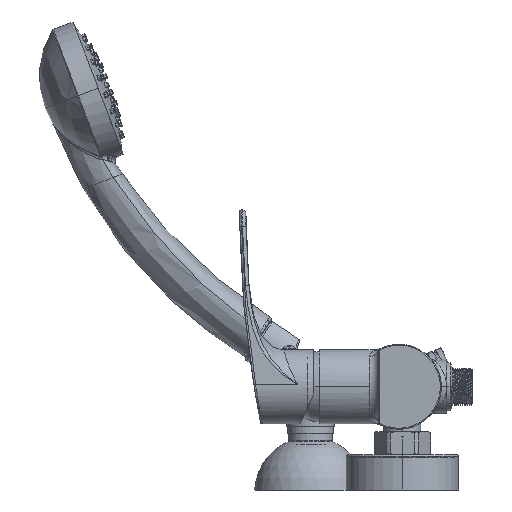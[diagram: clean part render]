
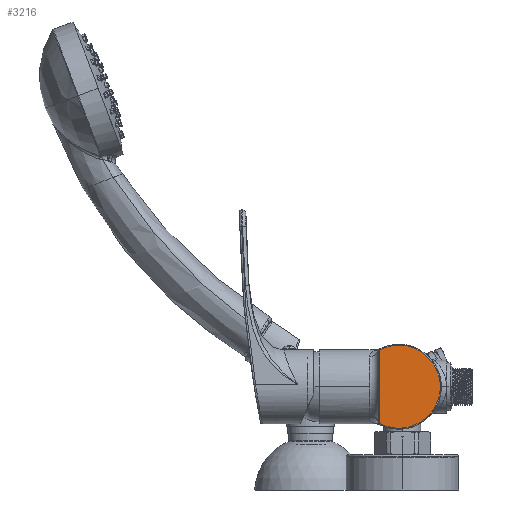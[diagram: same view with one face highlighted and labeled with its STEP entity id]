
A CAD part, left-side view. The second image highlights one B-rep face of the part: STEP entity #3216.
In plain terms, the highlighted planar face has unit normal (-1, 0, 0).
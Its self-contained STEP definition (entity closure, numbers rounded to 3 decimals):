
#17=CARTESIAN_POINT('',(-90.,0.,0.));
#18=DIRECTION('',(-1.,0.,0.));
#19=DIRECTION('',(0.,0.473,-0.881));
#20=AXIS2_PLACEMENT_3D('',#17,#18,#19);
#26=DIRECTION('',(0.,0.,-1.));
#27=VECTOR('',#26,41.406);
#28=CARTESIAN_POINT('',(-90.,11.119,20.703));
#29=LINE('',#28,#27);
#3157=CARTESIAN_POINT('',(-90.,11.119,-20.703));
#3158=CARTESIAN_POINT('',(-90.,11.119,20.703));
#3159=VERTEX_POINT('',#3157);
#3160=VERTEX_POINT('',#3158);
#3205=CARTESIAN_POINT('',(-90.,0.,0.));
#3206=DIRECTION('',(1.,0.,0.));
#3207=DIRECTION('',(0.,0.,-1.));
#3208=AXIS2_PLACEMENT_3D('',#3205,#3206,#3207);
#3209=PLANE('',#3208);
#3211=ORIENTED_EDGE('',*,*,#3210,.F.);
#3213=ORIENTED_EDGE('',*,*,#3212,.F.);
#3214=EDGE_LOOP('',(#3211,#3213));
#3215=FACE_OUTER_BOUND('',#3214,.F.);
#3216=ADVANCED_FACE('',(#3215),#3209,.F.);
#21=CIRCLE('',#20,23.5);
#3210=EDGE_CURVE('',#3159,#3160,#21,.T.);
#3212=EDGE_CURVE('',#3160,#3159,#29,.T.);
